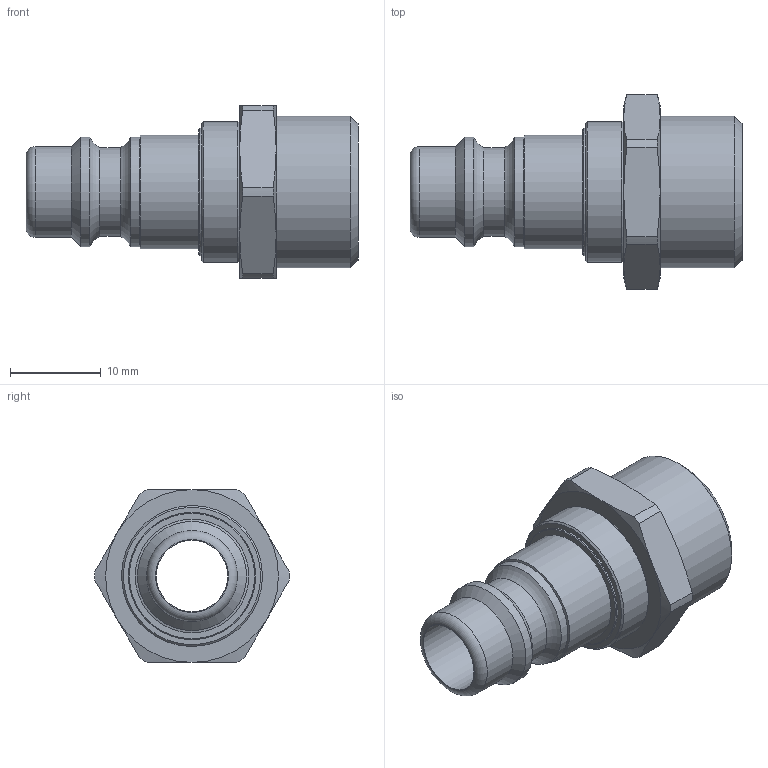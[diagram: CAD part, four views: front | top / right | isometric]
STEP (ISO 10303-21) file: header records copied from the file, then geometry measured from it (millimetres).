
FILE_DESCRIPTION((''),'2;1');
FILE_NAME('26sfaw17mxx0.stp','2016-08-05T08:44:59',('IA176480'),(''),'Autodesk Inventor 2013','Autodesk Inventor 2013','');
FILE_SCHEMA(('AUTOMOTIVE_DESIGN { 1 0 10303 214 1 1 1 1 }'));
Length unit declared in the file: millimetre
Products named in the file (3): D115215; D115210; D103012
Assembly tree (2 placements, depth 2):
  D115215
    D115210
    D103012
Bounding box: 36.5 x 21.4 x 19 mm (x, y, z)
Volume: 3893 mm3; surface area: 3407.3 mm2
Topology: 2 solids, 2 shells, 53 faces, 110 edges, 64 vertices
Faces by surface type: cone 20, cylinder 17, plane 13, torus 3
Full cylindrical faces by diameter (mm): 7.85 x1, 9.75 x1, 10 x1, 12 x2, 12.5 x1, 13.85 x1, 14 x1, 14.05 x1, 15.5 x1, 16.662 x1
Entity records: 1355 total; most frequent: CARTESIAN_POINT 258, DIRECTION 232, ORIENTED_EDGE 176, AXIS2_PLACEMENT_3D 110, EDGE_CURVE 88, EDGE_LOOP 82, VERTEX_POINT 64, FACE_OUTER_BOUND 53
